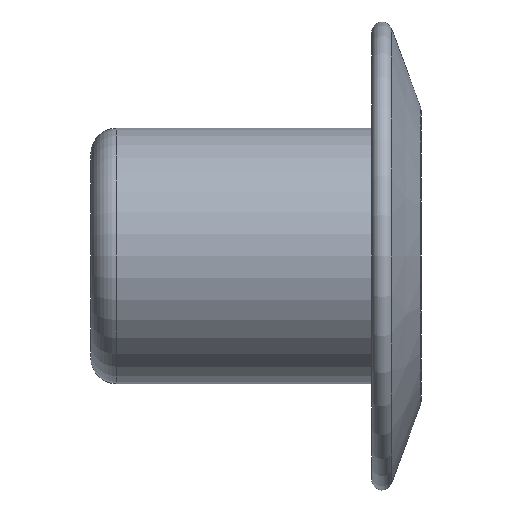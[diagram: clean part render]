
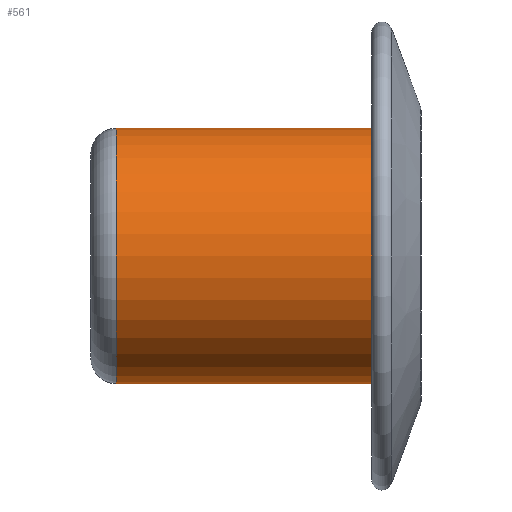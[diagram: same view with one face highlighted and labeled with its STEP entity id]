
A CAD part, left-side view. The second image highlights one B-rep face of the part: STEP entity #561.
In plain terms, the highlighted cylindrical face has radius 5 mm (diameter 10 mm), a partial arc.
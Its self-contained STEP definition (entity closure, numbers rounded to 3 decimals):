
#50 = VECTOR ( 'NONE', #392, 1000. ) ;
#53 = EDGE_LOOP ( 'NONE', ( #416, #307, #572, #339 ) ) ;
#68 = DIRECTION ( 'NONE',  ( 0., 0., 1. ) ) ;
#79 = VERTEX_POINT ( 'NONE', #220 ) ;
#83 = EDGE_CURVE ( 'NONE', #463, #79, #554, .T. ) ;
#102 = LINE ( 'NONE', #150, #50 ) ;
#113 = DIRECTION ( 'NONE',  ( 0., -1., 0. ) ) ;
#115 = AXIS2_PLACEMENT_3D ( 'NONE', #265, #538, #306 ) ;
#150 = CARTESIAN_POINT ( 'NONE',  ( 0., 10., 5. ) ) ;
#220 = CARTESIAN_POINT ( 'NONE',  ( 0., 0., 5. ) ) ;
#259 = CIRCLE ( 'NONE', #115, 5. ) ;
#265 = CARTESIAN_POINT ( 'NONE',  ( 0., 10., 0. ) ) ;
#284 = VERTEX_POINT ( 'NONE', #434 ) ;
#287 = AXIS2_PLACEMENT_3D ( 'NONE', #590, #409, #68 ) ;
#297 = VECTOR ( 'NONE', #113, 1000. ) ;
#306 = DIRECTION ( 'NONE',  ( 0., 0., 1. ) ) ;
#307 = ORIENTED_EDGE ( 'NONE', *, *, #533, .T. ) ;
#322 = EDGE_CURVE ( 'NONE', #506, #79, #102, .T. ) ;
#339 = ORIENTED_EDGE ( 'NONE', *, *, #83, .T. ) ;
#347 = CARTESIAN_POINT ( 'NONE',  ( 0., 10., -5. ) ) ;
#352 = CARTESIAN_POINT ( 'NONE',  ( 0., 10., 5. ) ) ;
#392 = DIRECTION ( 'NONE',  ( 0., -1., 0. ) ) ;
#399 = CARTESIAN_POINT ( 'NONE',  ( 0., 0., -5. ) ) ;
#403 = FACE_OUTER_BOUND ( 'NONE', #53, .T. ) ;
#407 = DIRECTION ( 'NONE',  ( 0., -1., 0. ) ) ;
#409 = DIRECTION ( 'NONE',  ( 0., 1., 0. ) ) ;
#416 = ORIENTED_EDGE ( 'NONE', *, *, #322, .F. ) ;
#434 = CARTESIAN_POINT ( 'NONE',  ( 0., 10., -5. ) ) ;
#460 = AXIS2_PLACEMENT_3D ( 'NONE', #489, #407, #548 ) ;
#463 = VERTEX_POINT ( 'NONE', #399 ) ;
#489 = CARTESIAN_POINT ( 'NONE',  ( 0., 10., 0. ) ) ;
#506 = VERTEX_POINT ( 'NONE', #352 ) ;
#525 = EDGE_CURVE ( 'NONE', #284, #463, #544, .T. ) ;
#533 = EDGE_CURVE ( 'NONE', #506, #284, #259, .T. ) ;
#538 = DIRECTION ( 'NONE',  ( 0., -1., 0. ) ) ;
#544 = LINE ( 'NONE', #347, #297 ) ;
#548 = DIRECTION ( 'NONE',  ( 0., 0., -1. ) ) ;
#554 = CIRCLE ( 'NONE', #287, 5. ) ;
#561 = ADVANCED_FACE ( 'NONE', ( #403 ), #594, .T. ) ;
#572 = ORIENTED_EDGE ( 'NONE', *, *, #525, .T. ) ;
#590 = CARTESIAN_POINT ( 'NONE',  ( 0., 0., 0. ) ) ;
#594 = CYLINDRICAL_SURFACE ( 'NONE', #460, 5. ) ;
